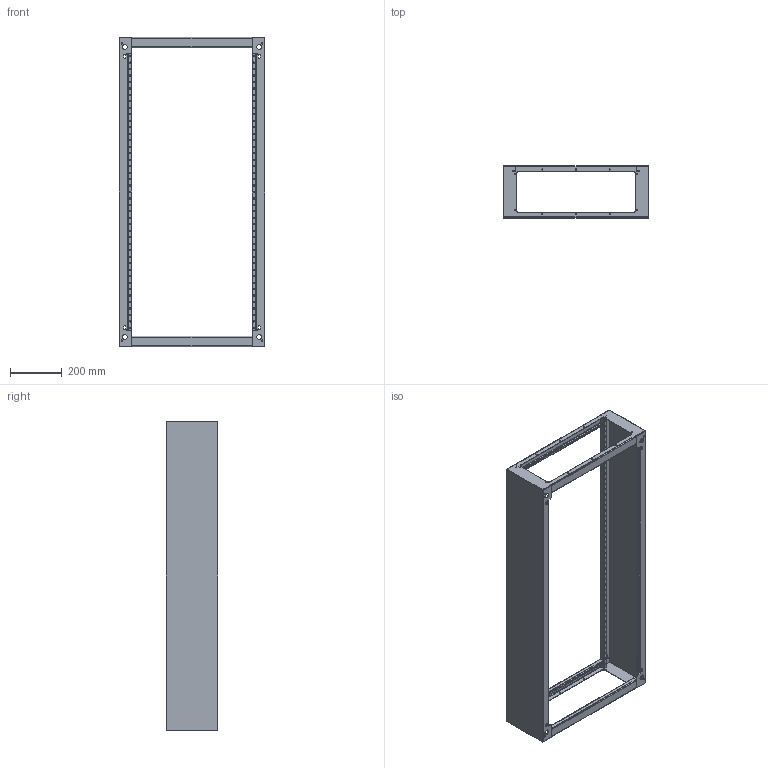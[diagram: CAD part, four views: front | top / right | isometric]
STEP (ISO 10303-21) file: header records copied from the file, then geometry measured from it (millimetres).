
FILE_DESCRIPTION (( 'STEP AP214' ), '1' );
FILE_NAME ('915.226.STEP', '2024-08-21T10:32:37', ( '' ), ( '' ), 'SwSTEP 2.0', 'SolidWorks 2021', '' );
FILE_SCHEMA (( 'AUTOMOTIVE_DESIGN' ));
Length unit declared in the file: millimetre
Products named in the file (3): 915.226-01; 915.226-02; 915.226
Assembly tree (4 placements, depth 2):
  915.226
    915.226-01  x2
    915.226-02  x2
Bounding box: 564 x 200 x 1194 mm (x, y, z)
Volume: 1900461.5 mm3; surface area: 1929878.1 mm2
Topology: 4 solids, 4 shells, 584 faces, 1552 edges, 976 vertices
Faces by surface type: cylinder 360, plane 224
Entity records: 9522 total; most frequent: DIRECTION 1734, CARTESIAN_POINT 1563, ORIENTED_EDGE 1552, EDGE_CURVE 776, AXIS2_PLACEMENT_3D 659, VERTEX_POINT 488, EDGE_LOOP 432, LINE 416
